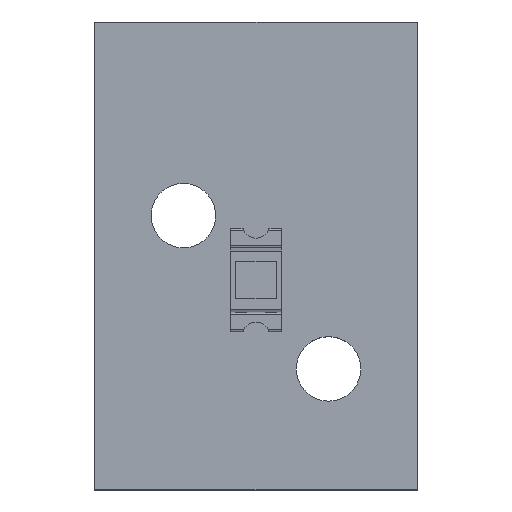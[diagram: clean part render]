
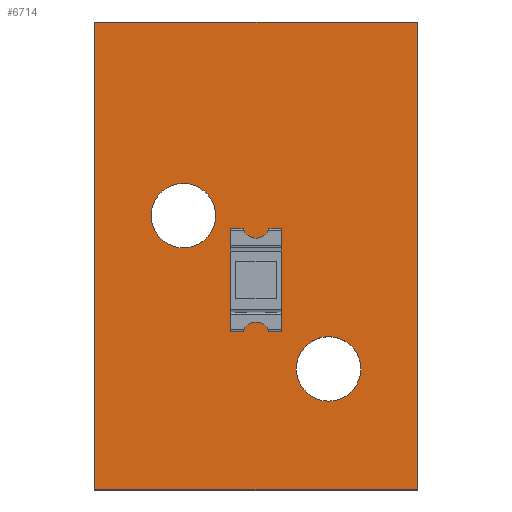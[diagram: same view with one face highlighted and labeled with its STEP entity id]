
A CAD part, top view. The second image highlights one B-rep face of the part: STEP entity #6714.
In plain terms, the highlighted planar face has unit normal (0, 0, 1).
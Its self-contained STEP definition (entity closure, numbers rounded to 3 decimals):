
#6357 = VERTEX_POINT('',#6358);
#6358 = CARTESIAN_POINT('',(114.,-79.,1.6));
#6365 = PLANE('',#6366);
#6366 = AXIS2_PLACEMENT_3D('',#6367,#6368,#6369);
#6367 = CARTESIAN_POINT('',(114.,-79.,0.));
#6368 = DIRECTION('',(1.,0.,-0.));
#6369 = DIRECTION('',(0.,-1.,0.));
#6377 = PLANE('',#6378);
#6378 = AXIS2_PLACEMENT_3D('',#6379,#6380,#6381);
#6379 = CARTESIAN_POINT('',(104.,-79.,0.));
#6380 = DIRECTION('',(0.,1.,0.));
#6381 = DIRECTION('',(1.,0.,0.));
#6389 = EDGE_CURVE('',#6357,#6390,#6392,.T.);
#6390 = VERTEX_POINT('',#6391);
#6391 = CARTESIAN_POINT('',(114.,-93.5,1.6));
#6392 = SURFACE_CURVE('',#6393,(#6397,#6404),.PCURVE_S1.);
#6393 = LINE('',#6394,#6395);
#6394 = CARTESIAN_POINT('',(114.,-79.,1.6));
#6395 = VECTOR('',#6396,1.);
#6396 = DIRECTION('',(0.,-1.,0.));
#6397 = PCURVE('',#6365,#6398);
#6398 = DEFINITIONAL_REPRESENTATION('',(#6399),#6403);
#6399 = LINE('',#6400,#6401);
#6400 = CARTESIAN_POINT('',(0.,-1.6));
#6401 = VECTOR('',#6402,1.);
#6402 = DIRECTION('',(1.,0.));
#6403 = ( GEOMETRIC_REPRESENTATION_CONTEXT(2) 
PARAMETRIC_REPRESENTATION_CONTEXT() REPRESENTATION_CONTEXT('2D SPACE',''
  ) );
#6404 = PCURVE('',#6405,#6410);
#6405 = PLANE('',#6406);
#6406 = AXIS2_PLACEMENT_3D('',#6407,#6408,#6409);
#6407 = CARTESIAN_POINT('',(109.,-86.25,1.6));
#6408 = DIRECTION('',(-0.,-0.,-1.));
#6409 = DIRECTION('',(-1.,0.,0.));
#6410 = DEFINITIONAL_REPRESENTATION('',(#6411),#6415);
#6411 = LINE('',#6412,#6413);
#6412 = CARTESIAN_POINT('',(-5.,7.25));
#6413 = VECTOR('',#6414,1.);
#6414 = DIRECTION('',(0.,-1.));
#6415 = ( GEOMETRIC_REPRESENTATION_CONTEXT(2) 
PARAMETRIC_REPRESENTATION_CONTEXT() REPRESENTATION_CONTEXT('2D SPACE',''
  ) );
#6433 = PLANE('',#6434);
#6434 = AXIS2_PLACEMENT_3D('',#6435,#6436,#6437);
#6435 = CARTESIAN_POINT('',(114.,-93.5,0.));
#6436 = DIRECTION('',(0.,-1.,0.));
#6437 = DIRECTION('',(-1.,0.,0.));
#6477 = VERTEX_POINT('',#6478);
#6478 = CARTESIAN_POINT('',(104.,-79.,1.6));
#6492 = PLANE('',#6493);
#6493 = AXIS2_PLACEMENT_3D('',#6494,#6495,#6496);
#6494 = CARTESIAN_POINT('',(104.,-93.5,0.));
#6495 = DIRECTION('',(-1.,0.,0.));
#6496 = DIRECTION('',(0.,1.,0.));
#6504 = EDGE_CURVE('',#6477,#6357,#6505,.T.);
#6505 = SURFACE_CURVE('',#6506,(#6510,#6517),.PCURVE_S1.);
#6506 = LINE('',#6507,#6508);
#6507 = CARTESIAN_POINT('',(104.,-79.,1.6));
#6508 = VECTOR('',#6509,1.);
#6509 = DIRECTION('',(1.,0.,0.));
#6510 = PCURVE('',#6377,#6511);
#6511 = DEFINITIONAL_REPRESENTATION('',(#6512),#6516);
#6512 = LINE('',#6513,#6514);
#6513 = CARTESIAN_POINT('',(0.,-1.6));
#6514 = VECTOR('',#6515,1.);
#6515 = DIRECTION('',(1.,0.));
#6516 = ( GEOMETRIC_REPRESENTATION_CONTEXT(2) 
PARAMETRIC_REPRESENTATION_CONTEXT() REPRESENTATION_CONTEXT('2D SPACE',''
  ) );
#6517 = PCURVE('',#6405,#6518);
#6518 = DEFINITIONAL_REPRESENTATION('',(#6519),#6523);
#6519 = LINE('',#6520,#6521);
#6520 = CARTESIAN_POINT('',(5.,7.25));
#6521 = VECTOR('',#6522,1.);
#6522 = DIRECTION('',(-1.,0.));
#6523 = ( GEOMETRIC_REPRESENTATION_CONTEXT(2) 
PARAMETRIC_REPRESENTATION_CONTEXT() REPRESENTATION_CONTEXT('2D SPACE',''
  ) );
#6551 = EDGE_CURVE('',#6390,#6552,#6554,.T.);
#6552 = VERTEX_POINT('',#6553);
#6553 = CARTESIAN_POINT('',(104.,-93.5,1.6));
#6554 = SURFACE_CURVE('',#6555,(#6559,#6566),.PCURVE_S1.);
#6555 = LINE('',#6556,#6557);
#6556 = CARTESIAN_POINT('',(114.,-93.5,1.6));
#6557 = VECTOR('',#6558,1.);
#6558 = DIRECTION('',(-1.,0.,0.));
#6559 = PCURVE('',#6433,#6560);
#6560 = DEFINITIONAL_REPRESENTATION('',(#6561),#6565);
#6561 = LINE('',#6562,#6563);
#6562 = CARTESIAN_POINT('',(0.,-1.6));
#6563 = VECTOR('',#6564,1.);
#6564 = DIRECTION('',(1.,0.));
#6565 = ( GEOMETRIC_REPRESENTATION_CONTEXT(2) 
PARAMETRIC_REPRESENTATION_CONTEXT() REPRESENTATION_CONTEXT('2D SPACE',''
  ) );
#6566 = PCURVE('',#6405,#6567);
#6567 = DEFINITIONAL_REPRESENTATION('',(#6568),#6572);
#6568 = LINE('',#6569,#6570);
#6569 = CARTESIAN_POINT('',(-5.,-7.25));
#6570 = VECTOR('',#6571,1.);
#6571 = DIRECTION('',(1.,0.));
#6572 = ( GEOMETRIC_REPRESENTATION_CONTEXT(2) 
PARAMETRIC_REPRESENTATION_CONTEXT() REPRESENTATION_CONTEXT('2D SPACE',''
  ) );
#6668 = CYLINDRICAL_SURFACE('',#6669,1.);
#6669 = AXIS2_PLACEMENT_3D('',#6670,#6671,#6672);
#6670 = CARTESIAN_POINT('',(106.75,-85.,-0.8));
#6671 = DIRECTION('',(0.,0.,1.));
#6672 = DIRECTION('',(1.,0.,-0.));
#6703 = CYLINDRICAL_SURFACE('',#6704,1.);
#6704 = AXIS2_PLACEMENT_3D('',#6705,#6706,#6707);
#6705 = CARTESIAN_POINT('',(111.25,-89.75,-0.8));
#6706 = DIRECTION('',(0.,0.,1.));
#6707 = DIRECTION('',(1.,0.,-0.));
#6714 = ADVANCED_FACE('',(#6715,#6741,#6771),#6405,.F.);
#6715 = FACE_BOUND('',#6716,.F.);
#6716 = EDGE_LOOP('',(#6717,#6718,#6719,#6740));
#6717 = ORIENTED_EDGE('',*,*,#6389,.T.);
#6718 = ORIENTED_EDGE('',*,*,#6551,.T.);
#6719 = ORIENTED_EDGE('',*,*,#6720,.T.);
#6720 = EDGE_CURVE('',#6552,#6477,#6721,.T.);
#6721 = SURFACE_CURVE('',#6722,(#6726,#6733),.PCURVE_S1.);
#6722 = LINE('',#6723,#6724);
#6723 = CARTESIAN_POINT('',(104.,-93.5,1.6));
#6724 = VECTOR('',#6725,1.);
#6725 = DIRECTION('',(0.,1.,0.));
#6726 = PCURVE('',#6405,#6727);
#6727 = DEFINITIONAL_REPRESENTATION('',(#6728),#6732);
#6728 = LINE('',#6729,#6730);
#6729 = CARTESIAN_POINT('',(5.,-7.25));
#6730 = VECTOR('',#6731,1.);
#6731 = DIRECTION('',(0.,1.));
#6732 = ( GEOMETRIC_REPRESENTATION_CONTEXT(2) 
PARAMETRIC_REPRESENTATION_CONTEXT() REPRESENTATION_CONTEXT('2D SPACE',''
  ) );
#6733 = PCURVE('',#6492,#6734);
#6734 = DEFINITIONAL_REPRESENTATION('',(#6735),#6739);
#6735 = LINE('',#6736,#6737);
#6736 = CARTESIAN_POINT('',(0.,-1.6));
#6737 = VECTOR('',#6738,1.);
#6738 = DIRECTION('',(1.,0.));
#6739 = ( GEOMETRIC_REPRESENTATION_CONTEXT(2) 
PARAMETRIC_REPRESENTATION_CONTEXT() REPRESENTATION_CONTEXT('2D SPACE',''
  ) );
#6740 = ORIENTED_EDGE('',*,*,#6504,.T.);
#6741 = FACE_BOUND('',#6742,.F.);
#6742 = EDGE_LOOP('',(#6743));
#6743 = ORIENTED_EDGE('',*,*,#6744,.T.);
#6744 = EDGE_CURVE('',#6745,#6745,#6747,.T.);
#6745 = VERTEX_POINT('',#6746);
#6746 = CARTESIAN_POINT('',(107.75,-85.,1.6));
#6747 = SURFACE_CURVE('',#6748,(#6753,#6764),.PCURVE_S1.);
#6748 = CIRCLE('',#6749,1.);
#6749 = AXIS2_PLACEMENT_3D('',#6750,#6751,#6752);
#6750 = CARTESIAN_POINT('',(106.75,-85.,1.6));
#6751 = DIRECTION('',(0.,0.,1.));
#6752 = DIRECTION('',(1.,0.,-0.));
#6753 = PCURVE('',#6405,#6754);
#6754 = DEFINITIONAL_REPRESENTATION('',(#6755),#6763);
#6755 = ( BOUNDED_CURVE() B_SPLINE_CURVE(2,(#6756,#6757,#6758,#6759,
#6760,#6761,#6762),.UNSPECIFIED.,.F.,.F.) B_SPLINE_CURVE_WITH_KNOTS((1,2
    ,2,2,2,1),(-2.094,0.,2.094,4.189,
6.283,8.378),.UNSPECIFIED.) CURVE() 
GEOMETRIC_REPRESENTATION_ITEM() RATIONAL_B_SPLINE_CURVE((1.,0.5,1.,0.5,
1.,0.5,1.)) REPRESENTATION_ITEM('') );
#6756 = CARTESIAN_POINT('',(1.25,1.25));
#6757 = CARTESIAN_POINT('',(1.25,2.982));
#6758 = CARTESIAN_POINT('',(2.75,2.116));
#6759 = CARTESIAN_POINT('',(4.25,1.25));
#6760 = CARTESIAN_POINT('',(2.75,0.384));
#6761 = CARTESIAN_POINT('',(1.25,-0.482));
#6762 = CARTESIAN_POINT('',(1.25,1.25));
#6763 = ( GEOMETRIC_REPRESENTATION_CONTEXT(2) 
PARAMETRIC_REPRESENTATION_CONTEXT() REPRESENTATION_CONTEXT('2D SPACE',''
  ) );
#6764 = PCURVE('',#6668,#6765);
#6765 = DEFINITIONAL_REPRESENTATION('',(#6766),#6770);
#6766 = LINE('',#6767,#6768);
#6767 = CARTESIAN_POINT('',(0.,2.4));
#6768 = VECTOR('',#6769,1.);
#6769 = DIRECTION('',(1.,0.));
#6770 = ( GEOMETRIC_REPRESENTATION_CONTEXT(2) 
PARAMETRIC_REPRESENTATION_CONTEXT() REPRESENTATION_CONTEXT('2D SPACE',''
  ) );
#6771 = FACE_BOUND('',#6772,.F.);
#6772 = EDGE_LOOP('',(#6773));
#6773 = ORIENTED_EDGE('',*,*,#6774,.T.);
#6774 = EDGE_CURVE('',#6775,#6775,#6777,.T.);
#6775 = VERTEX_POINT('',#6776);
#6776 = CARTESIAN_POINT('',(112.25,-89.75,1.6));
#6777 = SURFACE_CURVE('',#6778,(#6783,#6794),.PCURVE_S1.);
#6778 = CIRCLE('',#6779,1.);
#6779 = AXIS2_PLACEMENT_3D('',#6780,#6781,#6782);
#6780 = CARTESIAN_POINT('',(111.25,-89.75,1.6));
#6781 = DIRECTION('',(0.,0.,1.));
#6782 = DIRECTION('',(1.,0.,-0.));
#6783 = PCURVE('',#6405,#6784);
#6784 = DEFINITIONAL_REPRESENTATION('',(#6785),#6793);
#6785 = ( BOUNDED_CURVE() B_SPLINE_CURVE(2,(#6786,#6787,#6788,#6789,
#6790,#6791,#6792),.UNSPECIFIED.,.T.,.F.) B_SPLINE_CURVE_WITH_KNOTS((1,2
    ,2,2,2,1),(-2.094,0.,2.094,4.189,
6.283,8.378),.UNSPECIFIED.) CURVE() 
GEOMETRIC_REPRESENTATION_ITEM() RATIONAL_B_SPLINE_CURVE((1.,0.5,1.,0.5,
1.,0.5,1.)) REPRESENTATION_ITEM('') );
#6786 = CARTESIAN_POINT('',(-3.25,-3.5));
#6787 = CARTESIAN_POINT('',(-3.25,-1.768));
#6788 = CARTESIAN_POINT('',(-1.75,-2.634));
#6789 = CARTESIAN_POINT('',(-0.25,-3.5));
#6790 = CARTESIAN_POINT('',(-1.75,-4.366));
#6791 = CARTESIAN_POINT('',(-3.25,-5.232));
#6792 = CARTESIAN_POINT('',(-3.25,-3.5));
#6793 = ( GEOMETRIC_REPRESENTATION_CONTEXT(2) 
PARAMETRIC_REPRESENTATION_CONTEXT() REPRESENTATION_CONTEXT('2D SPACE',''
  ) );
#6794 = PCURVE('',#6703,#6795);
#6795 = DEFINITIONAL_REPRESENTATION('',(#6796),#6800);
#6796 = LINE('',#6797,#6798);
#6797 = CARTESIAN_POINT('',(0.,2.4));
#6798 = VECTOR('',#6799,1.);
#6799 = DIRECTION('',(1.,0.));
#6800 = ( GEOMETRIC_REPRESENTATION_CONTEXT(2) 
PARAMETRIC_REPRESENTATION_CONTEXT() REPRESENTATION_CONTEXT('2D SPACE',''
  ) );
